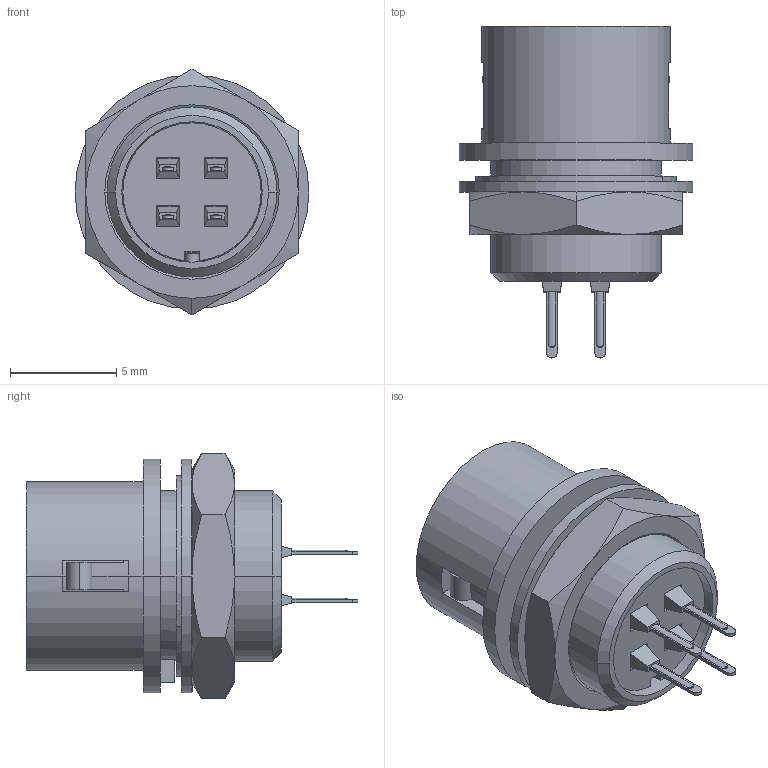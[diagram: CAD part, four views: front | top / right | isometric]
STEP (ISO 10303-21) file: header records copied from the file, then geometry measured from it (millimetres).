
FILE_DESCRIPTION(('CoCreate Modeling STEP Export'),'2;1');
FILE_NAME('HR10A-7R-4SB.stp','2009-10-19T16:53:12',(''),(''),'CoCreate Modeling STEP processor for AP214 (Solid Model)','CoCreate Modeling 16.00B 02-Dec-2008 (C) Parametric Technology GmbH','');
FILE_SCHEMA(('AUTOMOTIVE_DESIGN { 1 0 10303 214 1 1 1 1 }'));
Length unit declared in the file: millimetre
Products named in the file (1): HR10A-7R-4SB
Bounding box: 11 x 15.6 x 11.55 mm (x, y, z)
Volume: 656.3 mm3; surface area: 1119.6 mm2
Topology: 1 solids, 1 shells, 257 faces, 679 edges, 439 vertices
Faces by surface type: plane 143, cylinder 79, cone 27, torus 8
Entity records: 8693 total; most frequent: CARTESIAN_POINT 2572, ORIENTED_EDGE 1358, DIRECTION 1166, EDGE_CURVE 679, VERTEX_POINT 439, VECTOR 408, LINE 408, AXIS2_PLACEMENT_3D 379
